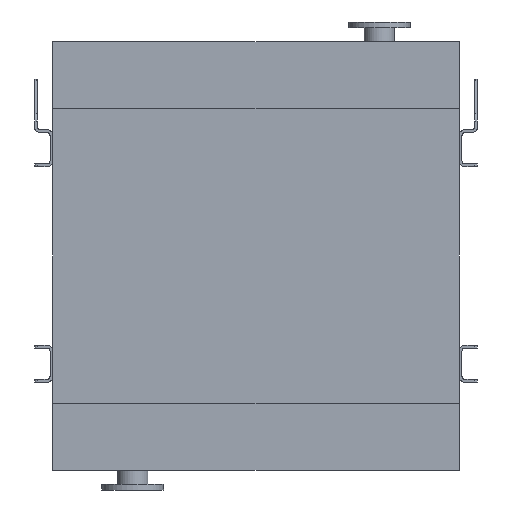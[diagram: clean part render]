
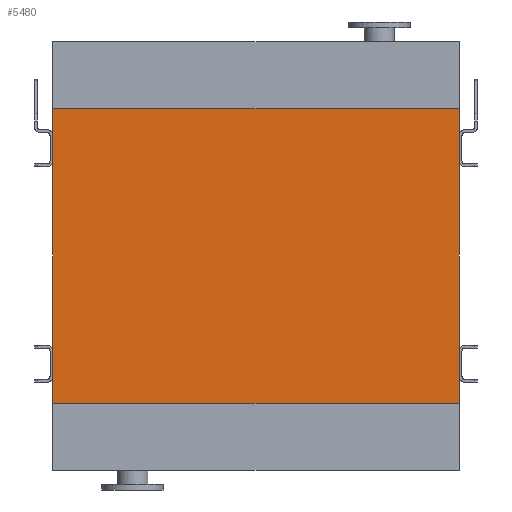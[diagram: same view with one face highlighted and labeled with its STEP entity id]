
A CAD part, front view. The second image highlights one B-rep face of the part: STEP entity #5480.
In plain terms, the highlighted planar face has unit normal (0, -1, 0).
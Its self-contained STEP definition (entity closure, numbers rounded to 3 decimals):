
#56 = LINE ( 'NONE', #3727, #12582 ) ;
#407 = EDGE_LOOP ( 'NONE', ( #523, #7006, #13948, #10087 ) ) ;
#523 = ORIENTED_EDGE ( 'NONE', *, *, #13900, .F. ) ;
#2160 = VERTEX_POINT ( 'NONE', #8528 ) ;
#2994 = CARTESIAN_POINT ( 'NONE',  ( -725., 0., -1050. ) ) ;
#3016 = CARTESIAN_POINT ( 'NONE',  ( -725., 0., -1050. ) ) ;
#3727 = CARTESIAN_POINT ( 'NONE',  ( -725., 0., 0. ) ) ;
#3924 = EDGE_CURVE ( 'NONE', #2160, #9405, #14084, .T. ) ;
#4190 = DIRECTION ( 'NONE',  ( 0., 0., 1. ) ) ;
#4520 = DIRECTION ( 'NONE',  ( 0., 0., -1. ) ) ;
#4690 = VECTOR ( 'NONE', #4190, 1000. ) ;
#5480 = ADVANCED_FACE ( 'NONE', ( #14403 ), #13898, .T. ) ;
#6269 = VECTOR ( 'NONE', #13584, 1000. ) ;
#6423 = VERTEX_POINT ( 'NONE', #13452 ) ;
#6646 = LINE ( 'NONE', #3016, #6269 ) ;
#6907 = EDGE_CURVE ( 'NONE', #6423, #7139, #12929, .T. ) ;
#7006 = ORIENTED_EDGE ( 'NONE', *, *, #3924, .F. ) ;
#7139 = VERTEX_POINT ( 'NONE', #10735 ) ;
#8036 = EDGE_CURVE ( 'NONE', #2160, #6423, #6646, .T. ) ;
#8047 = CARTESIAN_POINT ( 'NONE',  ( -725., 0., 0. ) ) ;
#8528 = CARTESIAN_POINT ( 'NONE',  ( -725., 0., -1050. ) ) ;
#9056 = CARTESIAN_POINT ( 'NONE',  ( 725., 0., -1050. ) ) ;
#9209 = CARTESIAN_POINT ( 'NONE',  ( -725., 0., -1050. ) ) ;
#9405 = VERTEX_POINT ( 'NONE', #8047 ) ;
#9787 = VECTOR ( 'NONE', #14923, 1000. ) ;
#10087 = ORIENTED_EDGE ( 'NONE', *, *, #6907, .T. ) ;
#10608 = AXIS2_PLACEMENT_3D ( 'NONE', #9209, #11585, #4520 ) ;
#10735 = CARTESIAN_POINT ( 'NONE',  ( 725., 0., 0. ) ) ;
#10787 = DIRECTION ( 'NONE',  ( 1., 0., 0. ) ) ;
#11585 = DIRECTION ( 'NONE',  ( 0., -1., 0. ) ) ;
#12582 = VECTOR ( 'NONE', #10787, 1000. ) ;
#12929 = LINE ( 'NONE', #9056, #9787 ) ;
#13452 = CARTESIAN_POINT ( 'NONE',  ( 725., 0., -1050. ) ) ;
#13584 = DIRECTION ( 'NONE',  ( 1., 0., 0. ) ) ;
#13898 = PLANE ( 'NONE',  #10608 ) ;
#13900 = EDGE_CURVE ( 'NONE', #9405, #7139, #56, .T. ) ;
#13948 = ORIENTED_EDGE ( 'NONE', *, *, #8036, .T. ) ;
#14084 = LINE ( 'NONE', #2994, #4690 ) ;
#14403 = FACE_OUTER_BOUND ( 'NONE', #407, .T. ) ;
#14923 = DIRECTION ( 'NONE',  ( 0., 0., 1. ) ) ;
